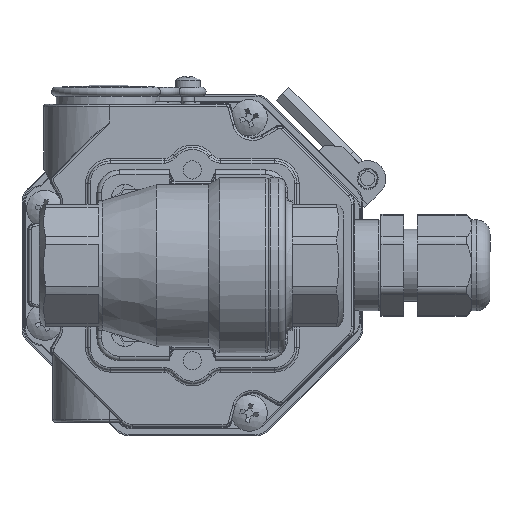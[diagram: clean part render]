
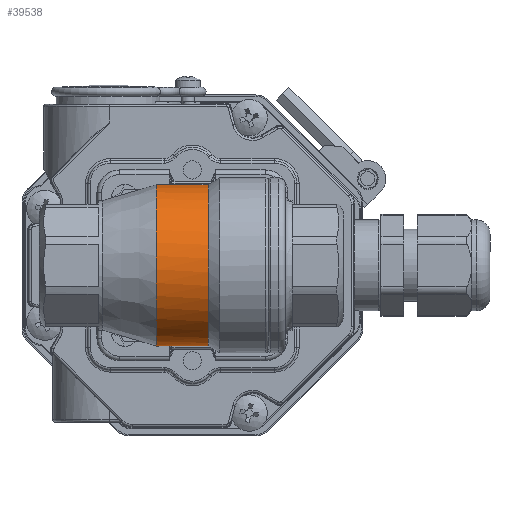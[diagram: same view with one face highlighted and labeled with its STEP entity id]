
A CAD part, front view. The second image highlights one B-rep face of the part: STEP entity #39538.
In plain terms, the highlighted cylindrical face has radius 17.75 mm (diameter 35.5 mm), a partial arc.
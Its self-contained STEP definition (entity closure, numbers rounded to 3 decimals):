
#5913=CYLINDRICAL_SURFACE('',#42296,17.75);
#7287=CIRCLE('',#42013,17.75);
#7288=CIRCLE('',#42015,17.75);
#11038=ORIENTED_EDGE('',*,*,#21083,.T.);
#11039=ORIENTED_EDGE('',*,*,#21437,.T.);
#11040=ORIENTED_EDGE('',*,*,#21435,.T.);
#11041=ORIENTED_EDGE('',*,*,#21079,.F.);
#11042=ORIENTED_EDGE('',*,*,#21442,.T.);
#11043=ORIENTED_EDGE('',*,*,#21440,.T.);
#21079=EDGE_CURVE('',#26526,#26527,#7287,.T.);
#21083=EDGE_CURVE('',#26530,#26529,#7288,.T.);
#21435=EDGE_CURVE('',#26737,#26527,#29874,.T.);
#21437=EDGE_CURVE('',#26529,#26737,#29876,.T.);
#21440=EDGE_CURVE('',#26738,#26530,#29879,.T.);
#21442=EDGE_CURVE('',#26526,#26738,#29881,.T.);
#26526=VERTEX_POINT('',#59888);
#26527=VERTEX_POINT('',#59889);
#26529=VERTEX_POINT('',#59904);
#26530=VERTEX_POINT('',#59906);
#26737=VERTEX_POINT('',#60756);
#26738=VERTEX_POINT('',#61010);
#29874=B_SPLINE_CURVE_WITH_KNOTS('',3,(#60752,#60753,#60754,#60755),
 .UNSPECIFIED.,.F.,.F.,(4,4),(0.,1.),.UNSPECIFIED.);
#29876=B_SPLINE_CURVE_WITH_KNOTS('',3,(#60813,#60814,#60815,#60816,#60817,
#60818,#60819,#60820,#60821,#60822),.UNSPECIFIED.,.F.,.F.,(4,1,1,1,1,1,
1,4),(0.,0.125,0.25,0.375,0.5,0.625,0.75,1.),.UNSPECIFIED.);
#29879=B_SPLINE_CURVE_WITH_KNOTS('',3,(#61000,#61001,#61002,#61003,#61004,
#61005,#61006,#61007,#61008,#61009),.UNSPECIFIED.,.F.,.F.,(4,1,1,1,1,1,
1,4),(0.,0.25,0.375,0.5,0.625,0.75,0.875,1.),.UNSPECIFIED.);
#29881=B_SPLINE_CURVE_WITH_KNOTS('',3,(#61032,#61033,#61034,#61035),
 .UNSPECIFIED.,.F.,.F.,(4,4),(0.,1.),.UNSPECIFIED.);
#30513=EDGE_LOOP('',(#11038,#11039,#11040,#11041,#11042,#11043));
#33276=FACE_BOUND('',#30513,.T.);
#39538=ADVANCED_FACE('',(#33276),#5913,.T.);
#42013=AXIS2_PLACEMENT_3D('',#59887,#47297,#47298);
#42015=AXIS2_PLACEMENT_3D('',#59905,#47301,#47302);
#42296=AXIS2_PLACEMENT_3D('',#61083,#48089,#48090);
#47297=DIRECTION('',(1.,0.,0.));
#47298=DIRECTION('',(0.,0.,-1.));
#47301=DIRECTION('',(1.,0.,0.));
#47302=DIRECTION('',(0.,0.,-1.));
#48089=DIRECTION('',(1.,0.,0.));
#48090=DIRECTION('',(0.,0.,-1.));
#59887=CARTESIAN_POINT('',(3.451,0.,0.));
#59888=CARTESIAN_POINT('',(3.451,12.086,12.999));
#59889=CARTESIAN_POINT('',(3.451,12.086,-12.999));
#59904=CARTESIAN_POINT('',(-7.924,14.005,-10.905));
#59905=CARTESIAN_POINT('',(-7.924,0.,0.));
#59906=CARTESIAN_POINT('',(-7.924,14.005,10.905));
#60752=CARTESIAN_POINT('',(3.319,12.505,-12.597));
#60753=CARTESIAN_POINT('',(3.407,12.387,-12.714));
#60754=CARTESIAN_POINT('',(3.451,12.249,-12.849));
#60755=CARTESIAN_POINT('',(3.451,12.086,-12.999));
#60756=CARTESIAN_POINT('',(3.319,12.505,-12.597));
#60813=CARTESIAN_POINT('',(-7.924,14.005,-10.905));
#60814=CARTESIAN_POINT('',(-7.507,13.824,-11.138));
#60815=CARTESIAN_POINT('',(-6.656,13.476,-11.56));
#60816=CARTESIAN_POINT('',(-5.388,13.03,-12.058));
#60817=CARTESIAN_POINT('',(-3.945,12.625,-12.481));
#60818=CARTESIAN_POINT('',(-2.564,12.347,-12.753));
#60819=CARTESIAN_POINT('',(-1.075,12.175,-12.917));
#60820=CARTESIAN_POINT('',(0.872,12.134,-12.955));
#60821=CARTESIAN_POINT('',(2.341,12.305,-12.795));
#60822=CARTESIAN_POINT('',(3.319,12.505,-12.597));
#61000=CARTESIAN_POINT('',(3.319,12.505,12.597));
#61001=CARTESIAN_POINT('',(2.337,12.304,12.796));
#61002=CARTESIAN_POINT('',(0.861,12.133,12.956));
#61003=CARTESIAN_POINT('',(-1.092,12.176,12.916));
#61004=CARTESIAN_POINT('',(-2.593,12.352,12.749));
#61005=CARTESIAN_POINT('',(-3.955,12.628,12.477));
#61006=CARTESIAN_POINT('',(-5.381,13.028,12.06));
#61007=CARTESIAN_POINT('',(-6.656,13.476,11.56));
#61008=CARTESIAN_POINT('',(-7.507,13.824,11.138));
#61009=CARTESIAN_POINT('',(-7.924,14.005,10.905));
#61010=CARTESIAN_POINT('',(3.319,12.505,12.597));
#61032=CARTESIAN_POINT('',(3.451,12.086,12.999));
#61033=CARTESIAN_POINT('',(3.451,12.249,12.849));
#61034=CARTESIAN_POINT('',(3.407,12.387,12.714));
#61035=CARTESIAN_POINT('',(3.319,12.505,12.597));
#61083=CARTESIAN_POINT('',(34.348,0.,0.));
